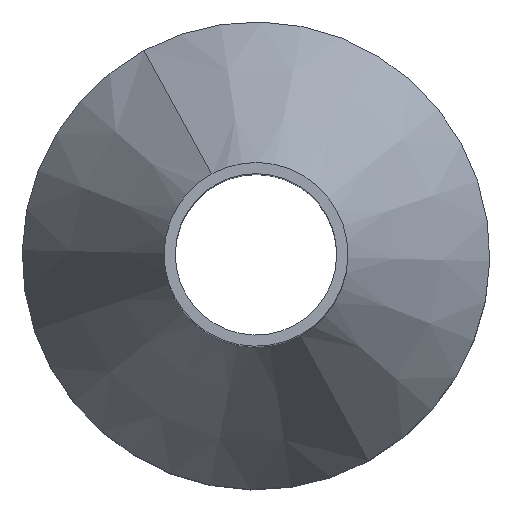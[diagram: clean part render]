
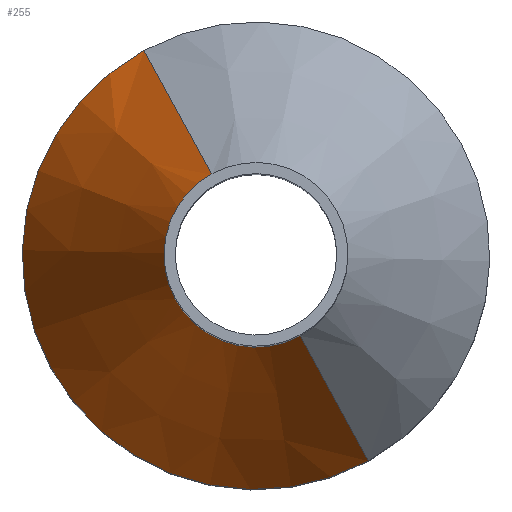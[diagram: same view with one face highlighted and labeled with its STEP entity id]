
A CAD part, top view. The second image highlights one B-rep face of the part: STEP entity #255.
In plain terms, the highlighted conical face has half-angle 30 degrees and reference radius 1.65 mm.
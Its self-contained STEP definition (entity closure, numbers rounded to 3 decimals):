
#202=AXIS2_PLACEMENT_3D('Cone Axis2P3D',#199,#200,#201) ;
#241=AXIS2_PLACEMENT_3D('Circle Axis2P3D',#239,#240,$) ;
#246=AXIS2_PLACEMENT_3D('Circle Axis2P3D',#244,#245,$) ;
#199=CARTESIAN_POINT('Axis2P3D Location',(4.2,4.2,9.5)) ;
#208=CARTESIAN_POINT('Vertex',(4.991,2.752,9.5)) ;
#210=CARTESIAN_POINT('Vertex',(3.409,5.648,9.5)) ;
#213=CARTESIAN_POINT('Line Origine',(5.602,1.633,7.292)) ;
#217=CARTESIAN_POINT('Vertex',(6.214,0.514,5.083)) ;
#224=CARTESIAN_POINT('Vertex',(2.186,7.886,5.083)) ;
#227=CARTESIAN_POINT('Line Origine',(2.798,6.767,7.292)) ;
#239=CARTESIAN_POINT('Axis2P3D Location',(4.2,4.2,9.5)) ;
#244=CARTESIAN_POINT('Axis2P3D Location',(4.2,4.2,5.083)) ;
#200=DIRECTION('Axis2P3D Direction',(-0.,-0.,-1.)) ;
#201=DIRECTION('Axis2P3D XDirection',(0.479,-0.878,0.)) ;
#214=DIRECTION('Vector Direction',(0.24,-0.439,-0.866)) ;
#228=DIRECTION('Vector Direction',(-0.24,0.439,-0.866)) ;
#240=DIRECTION('Axis2P3D Direction',(0.,0.,-1.)) ;
#245=DIRECTION('Axis2P3D Direction',(0.,0.,-1.)) ;
#215=VECTOR('Line Direction',#214,1.) ;
#229=VECTOR('Line Direction',#228,1.) ;
#250=ORIENTED_EDGE('',*,*,#243,.F.) ;
#251=ORIENTED_EDGE('',*,*,#231,.T.) ;
#252=ORIENTED_EDGE('',*,*,#248,.T.) ;
#253=ORIENTED_EDGE('',*,*,#219,.F.) ;
#255=ADVANCED_FACE('S3D-Kragen',(#254),#203,.T.) ;
#242=CIRCLE('generated circle',#241,1.65) ;
#247=CIRCLE('generated circle',#246,4.2) ;
#203=CONICAL_SURFACE('Cone',#202,1.65,0.524) ;
#219=EDGE_CURVE('',#209,#218,#216,.T.) ;
#231=EDGE_CURVE('',#211,#225,#230,.T.) ;
#243=EDGE_CURVE('',#211,#209,#242,.F.) ;
#248=EDGE_CURVE('',#225,#218,#247,.F.) ;
#249=EDGE_LOOP('',(#250,#251,#252,#253)) ;
#254=FACE_OUTER_BOUND('',#249,.T.) ;
#216=LINE('Line',#213,#215) ;
#230=LINE('Line',#227,#229) ;
#209=VERTEX_POINT('',#208) ;
#211=VERTEX_POINT('',#210) ;
#218=VERTEX_POINT('',#217) ;
#225=VERTEX_POINT('',#224) ;
